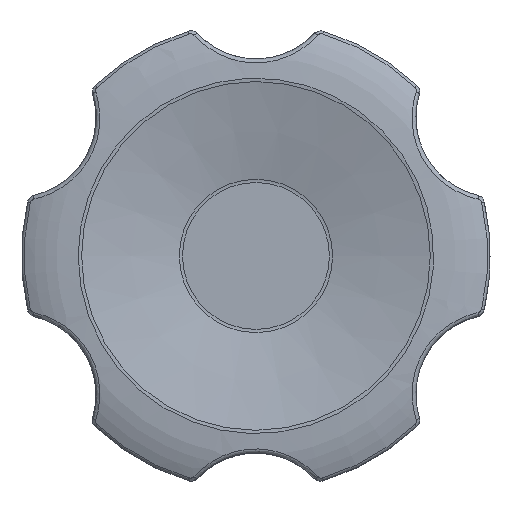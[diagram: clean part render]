
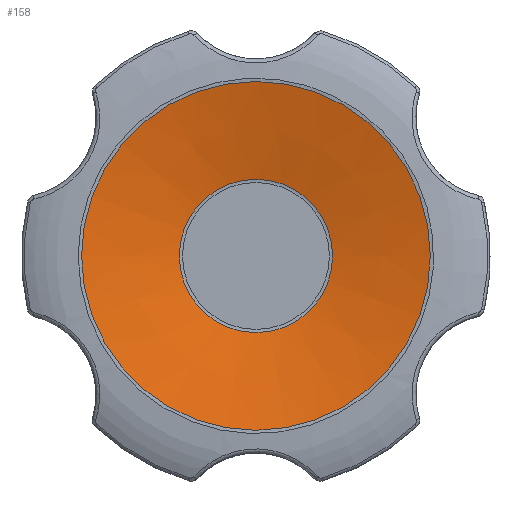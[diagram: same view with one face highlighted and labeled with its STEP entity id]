
A CAD part, top view. The second image highlights one B-rep face of the part: STEP entity #158.
In plain terms, the highlighted conical face has half-angle 76.908 degrees and reference radius 18.75 mm.
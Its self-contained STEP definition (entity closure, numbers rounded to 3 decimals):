
#158 = ADVANCED_FACE( '', ( #384, #385 ), #386, .F. );
#384 = FACE_BOUND( '', #1910, .T. );
#385 = FACE_OUTER_BOUND( '', #1911, .T. );
#386 = CONICAL_SURFACE( '', #1912, 18.75, 1.342 );
#1910 = EDGE_LOOP( '', ( #5956 ) );
#1911 = EDGE_LOOP( '', ( #5957 ) );
#1912 = AXIS2_PLACEMENT_3D( '', #5958, #5959, #5960 );
#5956 = ORIENTED_EDGE( '', *, *, #6546, .T. );
#5957 = ORIENTED_EDGE( '', *, *, #6547, .T. );
#5958 = CARTESIAN_POINT( '', ( 0., 0., 32. ) );
#5959 = DIRECTION( '', ( 0., 0., 1. ) );
#5960 = DIRECTION( '', ( 1., 0., 0. ) );
#6546 = EDGE_CURVE( '', #6886, #6886, #6887, .F. );
#6547 = EDGE_CURVE( '', #6888, #6888, #6889, .F. );
#6886 = VERTEX_POINT( '', #8147 );
#6887 = CIRCLE( '', #8148, 8.168 );
#6888 = VERTEX_POINT( '', #8149 );
#6889 = CIRCLE( '', #8150, 18.578 );
#8147 = CARTESIAN_POINT( '', ( 8.168, 0., 29.539 ) );
#8148 = AXIS2_PLACEMENT_3D( '', #10353, #10354, #10355 );
#8149 = CARTESIAN_POINT( '', ( -18.578, 0., 31.96 ) );
#8150 = AXIS2_PLACEMENT_3D( '', #10356, #10357, #10358 );
#10353 = CARTESIAN_POINT( '', ( 0., 0., 29.539 ) );
#10354 = DIRECTION( '', ( 0., 0., 1. ) );
#10355 = DIRECTION( '', ( 1., 0., 0. ) );
#10356 = CARTESIAN_POINT( '', ( 0., 0., 31.96 ) );
#10357 = DIRECTION( '', ( 0., 0., -1. ) );
#10358 = DIRECTION( '', ( -1., 0., 0. ) );
